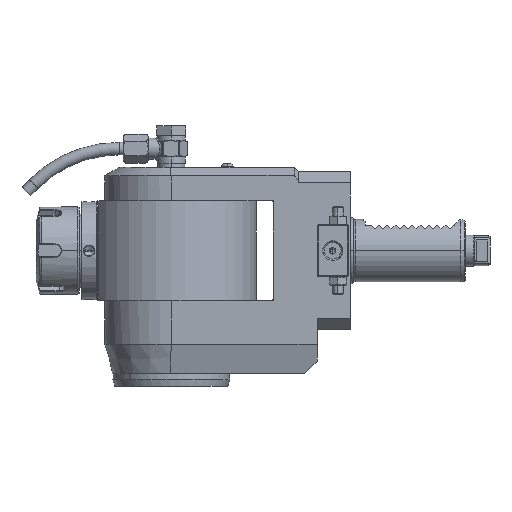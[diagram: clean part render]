
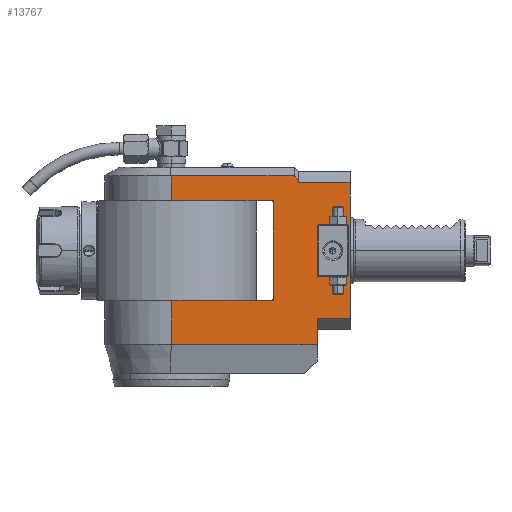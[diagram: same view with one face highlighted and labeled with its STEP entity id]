
A CAD part, left-side view. The second image highlights one B-rep face of the part: STEP entity #13767.
In plain terms, the highlighted planar face has unit normal (-1, 0, 0).
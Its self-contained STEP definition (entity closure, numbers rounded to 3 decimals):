
#173=DIRECTION('',(0.,1.,0.));
#174=VECTOR('',#173,0.433);
#175=CARTESIAN_POINT('',(-32.,-59.433,35.459));
#176=LINE('',#175,#174);
#177=DIRECTION('',(0.,0.655,0.756));
#178=VECTOR('',#177,2.394);
#179=CARTESIAN_POINT('',(-32.,-61.,33.649));
#180=LINE('',#179,#178);
#181=DIRECTION('',(0.,-1.,0.));
#182=VECTOR('',#181,25.);
#183=CARTESIAN_POINT('',(-32.,-61.,32.515));
#184=LINE('',#183,#182);
#185=DIRECTION('',(0.,-1.,0.));
#186=VECTOR('',#185,16.);
#187=CARTESIAN_POINT('',(-32.,-70.,-32.515));
#188=LINE('',#187,#186);
#189=DIRECTION('',(0.,1.,0.));
#190=VECTOR('',#189,23.368);
#191=CARTESIAN_POINT('',(-32.,-49.,24.));
#192=LINE('',#191,#190);
#193=DIRECTION('',(0.,0.,1.));
#194=VECTOR('',#193,24.);
#195=CARTESIAN_POINT('',(-32.,-85.,-12.));
#196=LINE('',#195,#194);
#197=DIRECTION('',(0.,-0.707,-0.707));
#198=VECTOR('',#197,0.707);
#199=CARTESIAN_POINT('',(-32.,-84.5,12.5));
#200=LINE('',#199,#198);
#201=DIRECTION('',(0.,1.,0.));
#202=VECTOR('',#201,14.);
#203=CARTESIAN_POINT('',(-32.,-84.5,12.5));
#204=LINE('',#203,#202);
#205=DIRECTION('',(0.,-0.707,0.707));
#206=VECTOR('',#205,0.707);
#207=CARTESIAN_POINT('',(-32.,-70.,12.));
#208=LINE('',#207,#206);
#209=DIRECTION('',(0.,0.,-1.));
#210=VECTOR('',#209,24.);
#211=CARTESIAN_POINT('',(-32.,-70.,12.));
#212=LINE('',#211,#210);
#213=DIRECTION('',(0.,0.707,0.707));
#214=VECTOR('',#213,0.707);
#215=CARTESIAN_POINT('',(-32.,-70.5,-12.5));
#216=LINE('',#215,#214);
#217=DIRECTION('',(0.,-1.,0.));
#218=VECTOR('',#217,14.);
#219=CARTESIAN_POINT('',(-32.,-70.5,-12.5));
#220=LINE('',#219,#218);
#221=DIRECTION('',(0.,0.707,-0.707));
#222=VECTOR('',#221,0.707);
#223=CARTESIAN_POINT('',(-32.,-85.,-12.));
#224=LINE('',#223,#222);
#229=DIRECTION('',(0.,0.,-1.));
#230=VECTOR('',#229,11.959);
#231=CARTESIAN_POINT('',(-32.,0.,35.959));
#232=LINE('',#231,#230);
#341=DIRECTION('',(0.,1.,0.));
#342=VECTOR('',#341,59.);
#343=CARTESIAN_POINT('',(-32.,-59.,35.959));
#344=LINE('',#343,#342);
#371=DIRECTION('',(0.,0.,1.));
#372=VECTOR('',#371,0.5);
#373=CARTESIAN_POINT('',(-32.,-59.,35.459));
#374=LINE('',#373,#372);
#411=DIRECTION('',(0.,0.,-1.));
#412=VECTOR('',#411,65.03);
#413=CARTESIAN_POINT('',(-32.,-86.,32.515));
#414=LINE('',#413,#412);
#595=DIRECTION('',(0.,0.,1.));
#596=VECTOR('',#595,1.134);
#597=CARTESIAN_POINT('',(-32.,-61.,32.515));
#598=LINE('',#597,#596);
#631=DIRECTION('',(0.,0.,1.));
#632=VECTOR('',#631,12.485);
#633=CARTESIAN_POINT('',(-32.,-70.,-45.));
#634=LINE('',#633,#632);
#651=DIRECTION('',(0.,-1.,0.));
#652=VECTOR('',#651,70.);
#653=CARTESIAN_POINT('',(-32.,0.,
-45.));
#654=LINE('',#653,#652);
#710=DIRECTION('',(0.,0.,-1.));
#711=VECTOR('',#710,21.);
#712=CARTESIAN_POINT('',(-32.,0.,-24.));
#713=LINE('',#712,#711);
#714=CARTESIAN_POINT('',(-32.,0.,-45.001));
#839=DIRECTION('',(0.,1.,0.));
#840=VECTOR('',#839,25.632);
#841=CARTESIAN_POINT('',(-32.,-25.632,-24.));
#842=LINE('',#841,#840);
#865=DIRECTION('',(0.,1.,0.));
#866=VECTOR('',#865,23.368);
#867=CARTESIAN_POINT('',(-32.,-49.,-24.));
#868=LINE('',#867,#866);
#877=DIRECTION('',(0.,0.,-1.));
#878=VECTOR('',#877,48.);
#879=CARTESIAN_POINT('',(-32.,-49.,24.));
#880=LINE('',#879,#878);
#1313=DIRECTION('',(0.,-1.,0.));
#1314=VECTOR('',#1313,25.632);
#1315=CARTESIAN_POINT('',(-32.,0.,24.));
#1316=LINE('',#1315,#1314);
#12243=CARTESIAN_POINT('',(-32.,-61.,33.649));
#12244=CARTESIAN_POINT('',(-32.,-59.433,35.459));
#12245=VERTEX_POINT('',#12243);
#12246=VERTEX_POINT('',#12244);
#12843=CARTESIAN_POINT('',(-32.,-85.,-12.));
#12844=CARTESIAN_POINT('',(-32.,-85.,12.));
#12845=VERTEX_POINT('',#12843);
#12846=VERTEX_POINT('',#12844);
#12847=CARTESIAN_POINT('',(-32.,-84.5,12.5));
#12848=CARTESIAN_POINT('',(-32.,-70.5,12.5));
#12849=VERTEX_POINT('',#12847);
#12850=VERTEX_POINT('',#12848);
#12851=CARTESIAN_POINT('',(-32.,-70.,12.));
#12852=CARTESIAN_POINT('',(-32.,-70.,-12.));
#12853=VERTEX_POINT('',#12851);
#12854=VERTEX_POINT('',#12852);
#12855=CARTESIAN_POINT('',(-32.,-70.5,-12.5));
#12856=CARTESIAN_POINT('',(-32.,-84.5,-12.5));
#12857=VERTEX_POINT('',#12855);
#12858=VERTEX_POINT('',#12856);
#13395=CARTESIAN_POINT('',(-32.,-86.,32.515));
#13397=VERTEX_POINT('',#13395);
#13402=CARTESIAN_POINT('',(-32.,-49.,24.));
#13403=CARTESIAN_POINT('',(-32.,-49.,-24.));
#13404=VERTEX_POINT('',#13402);
#13405=VERTEX_POINT('',#13403);
#13418=CARTESIAN_POINT('',(-32.,-25.632,-24.));
#13419=VERTEX_POINT('',#13418);
#13422=CARTESIAN_POINT('',(-32.,-25.632,24.));
#13423=VERTEX_POINT('',#13422);
#13434=CARTESIAN_POINT('',(-32.,-70.,-45.));
#13436=VERTEX_POINT('',#13434);
#13442=CARTESIAN_POINT('',(-32.,-86.,-32.515));
#13443=VERTEX_POINT('',#13442);
#13446=CARTESIAN_POINT('',(-32.,-59.,35.959));
#13447=CARTESIAN_POINT('',(-32.,0.,35.959));
#13448=VERTEX_POINT('',#13446);
#13449=VERTEX_POINT('',#13447);
#13460=CARTESIAN_POINT('',(-32.,-70.,-32.515));
#13461=VERTEX_POINT('',#13460);
#13466=VERTEX_POINT('',#714);
#13484=CARTESIAN_POINT('',(-32.,-59.,35.459));
#13486=VERTEX_POINT('',#13484);
#13558=CARTESIAN_POINT('',(-32.,-61.,32.515));
#13559=VERTEX_POINT('',#13558);
#13564=CARTESIAN_POINT('',(-32.,0.,-24.));
#13565=VERTEX_POINT('',#13564);
#13567=CARTESIAN_POINT('',(-32.,0.,24.));
#13569=VERTEX_POINT('',#13567);
#13710=CARTESIAN_POINT('',(-32.,0.,-59.));
#13711=DIRECTION('',(-1.,0.,0.));
#13712=DIRECTION('',(0.,-1.,0.));
#13713=AXIS2_PLACEMENT_3D('',#13710,#13711,#13712);
#13714=PLANE('',#13713);
#13716=ORIENTED_EDGE('',*,*,#13715,.F.);
#13718=ORIENTED_EDGE('',*,*,#13717,.F.);
#13720=ORIENTED_EDGE('',*,*,#13719,.F.);
#13722=ORIENTED_EDGE('',*,*,#13721,.F.);
#13724=ORIENTED_EDGE('',*,*,#13723,.F.);
#13726=ORIENTED_EDGE('',*,*,#13725,.F.);
#13728=ORIENTED_EDGE('',*,*,#13727,.T.);
#13730=ORIENTED_EDGE('',*,*,#13729,.T.);
#13732=ORIENTED_EDGE('',*,*,#13731,.F.);
#13734=ORIENTED_EDGE('',*,*,#13733,.F.);
#13736=ORIENTED_EDGE('',*,*,#13735,.F.);
#13738=ORIENTED_EDGE('',*,*,#13737,.F.);
#13740=ORIENTED_EDGE('',*,*,#13739,.F.);
#13742=ORIENTED_EDGE('',*,*,#13741,.F.);
#13744=ORIENTED_EDGE('',*,*,#13743,.F.);
#13746=ORIENTED_EDGE('',*,*,#13745,.T.);
#13748=ORIENTED_EDGE('',*,*,#13747,.F.);
#13749=EDGE_LOOP('',(#13716,#13718,#13720,#13722,#13724,#13726,#13728,#13730,
#13732,#13734,#13736,#13738,#13740,#13742,#13744,#13746,#13748));
#13750=FACE_OUTER_BOUND('',#13749,.F.);
#13752=ORIENTED_EDGE('',*,*,#13751,.T.);
#13753=ORIENTED_EDGE('',*,*,#13698,.F.);
#13754=ORIENTED_EDGE('',*,*,#13683,.T.);
#13756=ORIENTED_EDGE('',*,*,#13755,.F.);
#13758=ORIENTED_EDGE('',*,*,#13757,.T.);
#13760=ORIENTED_EDGE('',*,*,#13759,.F.);
#13762=ORIENTED_EDGE('',*,*,#13761,.T.);
#13764=ORIENTED_EDGE('',*,*,#13763,.F.);
#13765=EDGE_LOOP('',(#13752,#13753,#13754,#13756,#13758,#13760,#13762,#13764));
#13766=FACE_BOUND('',#13765,.F.);
#13683=EDGE_CURVE('',#12849,#12850,#204,.T.);
#13698=EDGE_CURVE('',#12849,#12846,#200,.T.);
#13715=EDGE_CURVE('',#13449,#13569,#232,.T.);
#13717=EDGE_CURVE('',#13448,#13449,#344,.T.);
#13719=EDGE_CURVE('',#13486,#13448,#374,.T.);
#13721=EDGE_CURVE('',#12246,#13486,#176,.T.);
#13723=EDGE_CURVE('',#12245,#12246,#180,.T.);
#13725=EDGE_CURVE('',#13559,#12245,#598,.T.);
#13727=EDGE_CURVE('',#13559,#13397,#184,.T.);
#13729=EDGE_CURVE('',#13397,#13443,#414,.T.);
#13731=EDGE_CURVE('',#13461,#13443,#188,.T.);
#13733=EDGE_CURVE('',#13436,#13461,#634,.T.);
#13735=EDGE_CURVE('',#13466,#13436,#654,.T.);
#13737=EDGE_CURVE('',#13565,#13466,#713,.T.);
#13739=EDGE_CURVE('',#13419,#13565,#842,.T.);
#13741=EDGE_CURVE('',#13405,#13419,#868,.T.);
#13743=EDGE_CURVE('',#13404,#13405,#880,.T.);
#13745=EDGE_CURVE('',#13404,#13423,#192,.T.);
#13747=EDGE_CURVE('',#13569,#13423,#1316,.T.);
#13751=EDGE_CURVE('',#12845,#12846,#196,.T.);
#13755=EDGE_CURVE('',#12853,#12850,#208,.T.);
#13757=EDGE_CURVE('',#12853,#12854,#212,.T.);
#13759=EDGE_CURVE('',#12857,#12854,#216,.T.);
#13761=EDGE_CURVE('',#12857,#12858,#220,.T.);
#13763=EDGE_CURVE('',#12845,#12858,#224,.T.);
#13767=ADVANCED_FACE('',(#13750,#13766),#13714,.T.);
